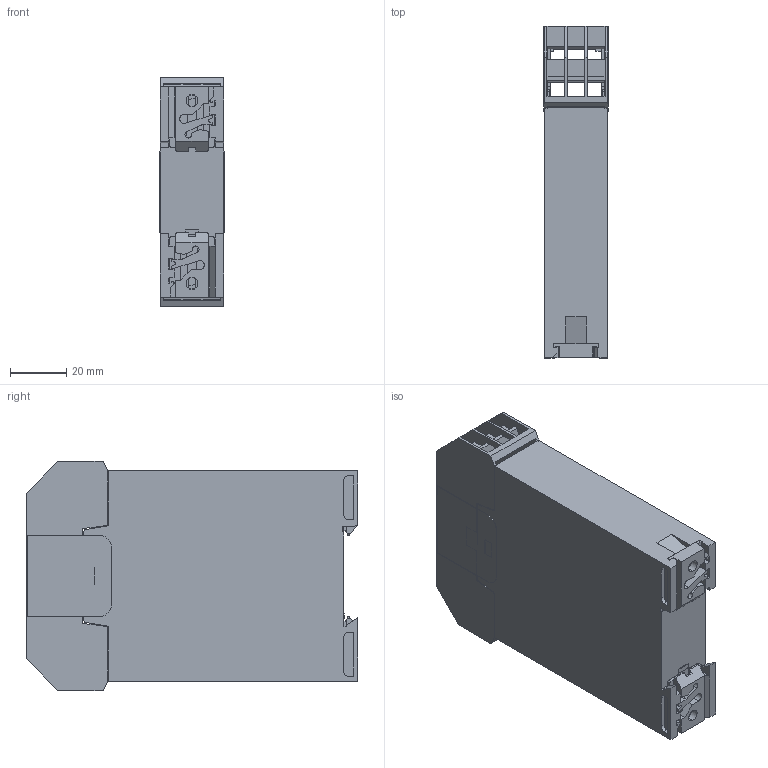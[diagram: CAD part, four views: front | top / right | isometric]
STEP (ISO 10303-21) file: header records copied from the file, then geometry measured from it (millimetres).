
FILE_DESCRIPTION((''),'2;1');
FILE_NAME('192602_ASM','2016-02-02T',('pdmadmin'),(''),'PRO/ENGINEER BY PARAMETRIC TECHNOLOGY CORPORATION, 2013230','PRO/ENGINEER BY PARAMETRIC TECHNOLOGY CORPORATION, 2013230','');
FILE_SCHEMA(('CONFIG_CONTROL_DESIGN'));
Products named in the file (6): 55186_BOX; 55186_CLIP; 55186_ASM; 55751; 55758_FORMED; 192602_ASM
Assembly tree (6 placements, depth 3):
  192602_ASM
    55186_ASM
      55186_BOX
      55186_CLIP  x2
    55751
    55758_FORMED
Bounding box: 22.86 x 118.33 x 81.96 mm (x, y, z)
Volume: 44362.8 mm3; surface area: 61424.6 mm2
Topology: 5 solids, 5 shells, 562 faces, 1690 edges, 1114 vertices
Faces by surface type: plane 460, cylinder 102
Entity records: 17101 total; most frequent: CARTESIAN_POINT 3053, ORIENTED_EDGE 3032, DIRECTION 2728, EDGE_CURVE 1516, VECTOR 1332, LINE 1332, VERTEX_POINT 999, AXIS2_PLACEMENT_3D 698
